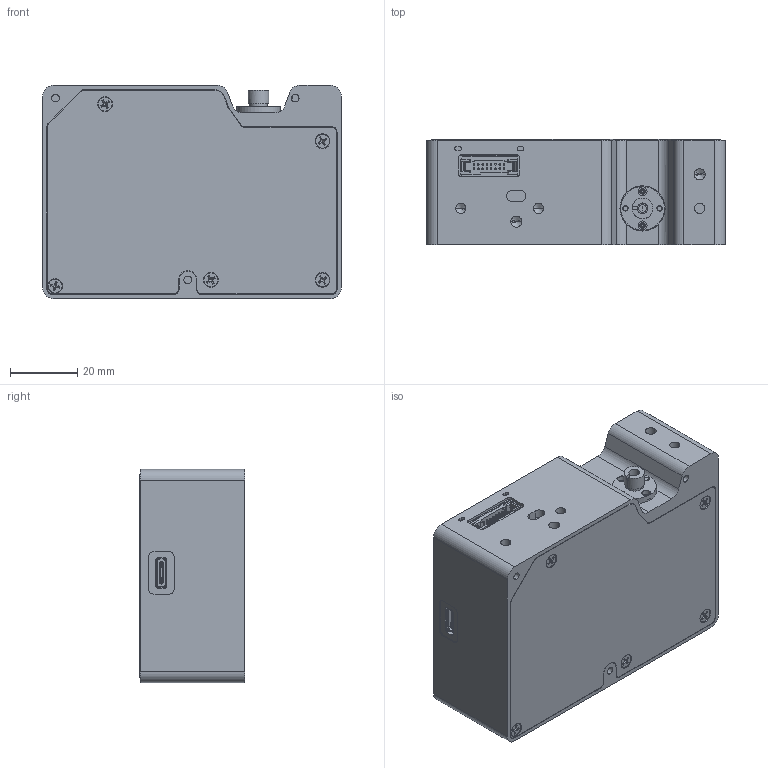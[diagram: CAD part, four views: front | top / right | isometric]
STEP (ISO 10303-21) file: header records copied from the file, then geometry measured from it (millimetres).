
FILE_DESCRIPTION (( 'STEP AP203' ), '1' );
FILE_NAME ('C07-00000-000_CD.STEP', '2022-04-07T14:56:30', ( '' ), ( '' ), 'SwSTEP 2.0', 'SolidWorks 2019', '' );
FILE_SCHEMA (( 'CONFIG_CONTROL_DESIGN' ));
Length unit declared in the file: inch
Products named in the file (1): C07-00000-000_CD
Bounding box: 88.9 x 31.45 x 63.5 mm (x, y, z)
Volume: 171481.9 mm3; surface area: 24850.3 mm2
Topology: 1 solids, 10 shells, 876 faces, 2347 edges, 1531 vertices
Faces by surface type: plane 441, cylinder 312, cone 102, bspline 20, torus 1
Entity records: 28433 total; most frequent: CARTESIAN_POINT 6378, ORIENTED_EDGE 4658, DIRECTION 4559, EDGE_CURVE 2329, AXIS2_PLACEMENT_3D 1633, VERTEX_POINT 1531, LINE 1293, VECTOR 1293
